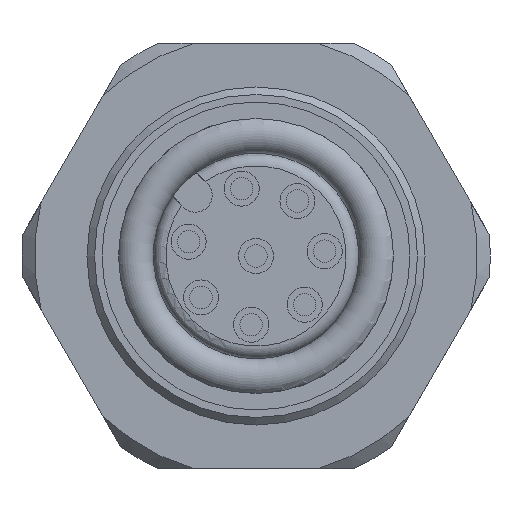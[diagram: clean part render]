
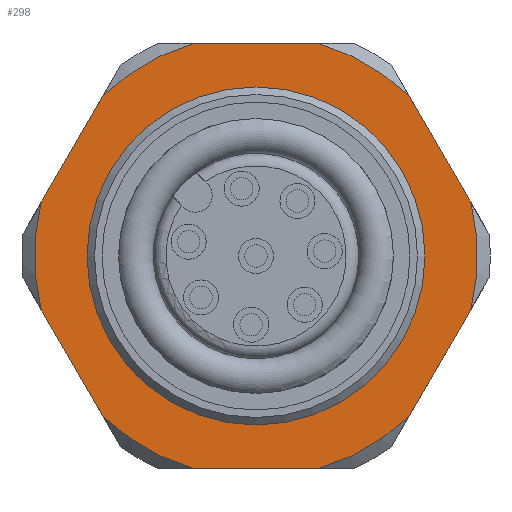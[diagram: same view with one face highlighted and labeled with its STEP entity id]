
A CAD part, front view. The second image highlights one B-rep face of the part: STEP entity #298.
In plain terms, the highlighted planar face has unit normal (0, -1, 0).
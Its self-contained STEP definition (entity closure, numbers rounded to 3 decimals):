
#49=PLANE('',#1941);
#116=LINE('',#2914,#158);
#117=LINE('',#2915,#159);
#118=LINE('',#2916,#160);
#119=LINE('',#2917,#161);
#120=LINE('',#2918,#162);
#121=LINE('',#2922,#163);
#158=VECTOR('',#2271,1.);
#159=VECTOR('',#2272,1.);
#160=VECTOR('',#2273,1.);
#161=VECTOR('',#2274,1.);
#162=VECTOR('',#2275,1.);
#163=VECTOR('',#2278,1.);
#298=ADVANCED_FACE('',(#502,#503),#49,.F.);
#502=FACE_BOUND('',#714,.T.);
#503=FACE_BOUND('',#715,.T.);
#714=EDGE_LOOP('',(#998,#999,#1000,#1001,#1002,#1003,#1004,#1005,#1006,
#1007,#1008,#1009));
#715=EDGE_LOOP('',(#1010));
#998=ORIENTED_EDGE('',*,*,#1550,.F.);
#999=ORIENTED_EDGE('',*,*,#1589,.T.);
#1000=ORIENTED_EDGE('',*,*,#1552,.F.);
#1001=ORIENTED_EDGE('',*,*,#1590,.T.);
#1002=ORIENTED_EDGE('',*,*,#1556,.F.);
#1003=ORIENTED_EDGE('',*,*,#1591,.T.);
#1004=ORIENTED_EDGE('',*,*,#1560,.F.);
#1005=ORIENTED_EDGE('',*,*,#1592,.T.);
#1006=ORIENTED_EDGE('',*,*,#1564,.F.);
#1007=ORIENTED_EDGE('',*,*,#1593,.T.);
#1008=ORIENTED_EDGE('',*,*,#1594,.F.);
#1009=ORIENTED_EDGE('',*,*,#1595,.T.);
#1010=ORIENTED_EDGE('',*,*,#1588,.T.);
#1374=VERTEX_POINT('',#2798);
#1375=VERTEX_POINT('',#2800);
#1376=VERTEX_POINT('',#2807);
#1377=VERTEX_POINT('',#2808);
#1380=VERTEX_POINT('',#2822);
#1381=VERTEX_POINT('',#2823);
#1384=VERTEX_POINT('',#2837);
#1385=VERTEX_POINT('',#2838);
#1388=VERTEX_POINT('',#2852);
#1389=VERTEX_POINT('',#2853);
#1408=VERTEX_POINT('',#2912);
#1409=VERTEX_POINT('',#2919);
#1410=VERTEX_POINT('',#2921);
#1550=EDGE_CURVE('',#1374,#1375,#1761,.T.);
#1552=EDGE_CURVE('',#1376,#1377,#1762,.T.);
#1556=EDGE_CURVE('',#1380,#1381,#1764,.T.);
#1560=EDGE_CURVE('',#1384,#1385,#1766,.T.);
#1564=EDGE_CURVE('',#1388,#1389,#1768,.T.);
#1588=EDGE_CURVE('',#1408,#1408,#1780,.T.);
#1589=EDGE_CURVE('',#1374,#1377,#116,.T.);
#1590=EDGE_CURVE('',#1376,#1381,#117,.T.);
#1591=EDGE_CURVE('',#1380,#1385,#118,.T.);
#1592=EDGE_CURVE('',#1384,#1389,#119,.T.);
#1593=EDGE_CURVE('',#1388,#1409,#120,.T.);
#1594=EDGE_CURVE('',#1410,#1409,#1781,.T.);
#1595=EDGE_CURVE('',#1410,#1375,#121,.T.);
#1761=CIRCLE('',#1905,8.85);
#1762=CIRCLE('',#1907,8.85);
#1764=CIRCLE('',#1910,8.85);
#1766=CIRCLE('',#1913,8.85);
#1768=CIRCLE('',#1916,8.85);
#1780=CIRCLE('',#1938,6.75);
#1781=CIRCLE('',#1940,8.85);
#1905=AXIS2_PLACEMENT_3D('',#2799,#2191,#2192);
#1907=AXIS2_PLACEMENT_3D('',#2806,#2195,#2196);
#1910=AXIS2_PLACEMENT_3D('',#2821,#2201,#2202);
#1913=AXIS2_PLACEMENT_3D('',#2836,#2207,#2208);
#1916=AXIS2_PLACEMENT_3D('',#2851,#2213,#2214);
#1938=AXIS2_PLACEMENT_3D('',#2911,#2267,#2268);
#1940=AXIS2_PLACEMENT_3D('',#2920,#2276,#2277);
#1941=AXIS2_PLACEMENT_3D('',#2923,#2279,#2280);
#2191=DIRECTION('',(0.,1.,0.));
#2192=DIRECTION('',(1.,0.,0.));
#2195=DIRECTION('',(0.,1.,0.));
#2196=DIRECTION('',(1.,0.,0.));
#2201=DIRECTION('',(0.,1.,0.));
#2202=DIRECTION('',(1.,0.,0.));
#2207=DIRECTION('',(0.,1.,0.));
#2208=DIRECTION('',(1.,0.,0.));
#2213=DIRECTION('',(0.,1.,0.));
#2214=DIRECTION('',(1.,0.,0.));
#2267=DIRECTION('',(0.,1.,0.));
#2268=DIRECTION('',(1.,0.,0.));
#2271=DIRECTION('',(-0.5,0.,-0.866));
#2272=DIRECTION('',(0.5,0.,-0.866));
#2273=DIRECTION('',(1.,0.,0.));
#2274=DIRECTION('',(0.5,0.,0.866));
#2275=DIRECTION('',(-0.5,0.,0.866));
#2276=DIRECTION('',(0.,1.,0.));
#2277=DIRECTION('',(1.,0.,0.));
#2278=DIRECTION('',(-1.,0.,0.));
#2279=DIRECTION('',(0.,1.,0.));
#2280=DIRECTION('',(-1.,0.,0.));
#2798=CARTESIAN_POINT('',(11.506,-7.135,6.384));
#2799=CARTESIAN_POINT('',(17.635,-7.135,0.));
#2800=CARTESIAN_POINT('',(15.171,-7.135,8.5));
#2806=CARTESIAN_POINT('',(17.635,-7.135,0.));
#2807=CARTESIAN_POINT('',(9.042,-7.135,-2.116));
#2808=CARTESIAN_POINT('',(9.042,-7.135,2.116));
#2821=CARTESIAN_POINT('',(17.635,-7.135,0.));
#2822=CARTESIAN_POINT('',(15.171,-7.135,-8.5));
#2823=CARTESIAN_POINT('',(11.506,-7.135,-6.384));
#2836=CARTESIAN_POINT('',(17.635,-7.135,0.));
#2837=CARTESIAN_POINT('',(23.764,-7.135,-6.384));
#2838=CARTESIAN_POINT('',(20.1,-7.135,-8.5));
#2851=CARTESIAN_POINT('',(17.635,-7.135,0.));
#2852=CARTESIAN_POINT('',(26.229,-7.135,2.116));
#2853=CARTESIAN_POINT('',(26.229,-7.135,-2.116));
#2911=CARTESIAN_POINT('',(17.635,-7.135,0.));
#2912=CARTESIAN_POINT('',(24.385,-7.135,0.));
#2914=CARTESIAN_POINT('',(7.351,-7.135,-0.812));
#2915=CARTESIAN_POINT('',(13.197,-7.135,-9.313));
#2916=CARTESIAN_POINT('',(17.635,-7.135,-8.5));
#2917=CARTESIAN_POINT('',(22.074,-7.135,-9.313));
#2918=CARTESIAN_POINT('',(27.919,-7.135,-0.813));
#2919=CARTESIAN_POINT('',(23.764,-7.135,6.384));
#2920=CARTESIAN_POINT('',(17.635,-7.135,0.));
#2921=CARTESIAN_POINT('',(20.1,-7.135,8.5));
#2922=CARTESIAN_POINT('',(17.635,-7.135,8.5));
#2923=CARTESIAN_POINT('',(17.635,-7.135,-6.75));
